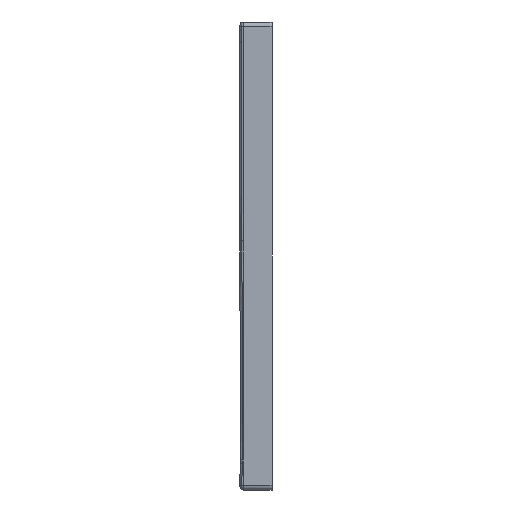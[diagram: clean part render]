
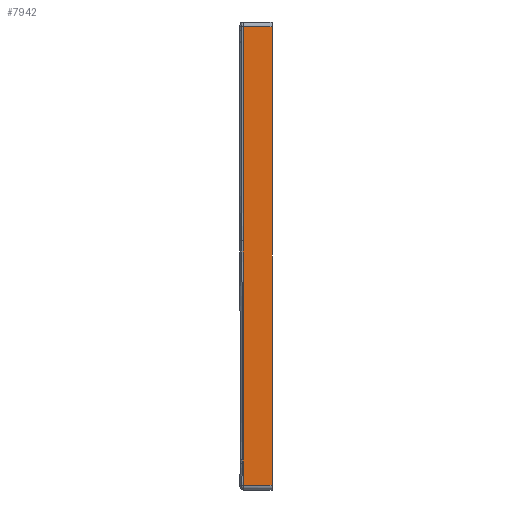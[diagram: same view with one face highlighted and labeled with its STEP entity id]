
A CAD part, left-side view. The second image highlights one B-rep face of the part: STEP entity #7942.
In plain terms, the highlighted planar face has unit normal (-1, 0, 0).
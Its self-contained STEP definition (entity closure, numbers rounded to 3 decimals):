
#1555=CARTESIAN_POINT('',(-700.,-5.109,45.));
#1556=CARTESIAN_POINT('',(-700.,-5.109,44.163));
#1557=CARTESIAN_POINT('',(-700.,-5.109,42.492));
#1558=CARTESIAN_POINT('',(-700.,-5.109,40.825));
#1559=CARTESIAN_POINT('',(-700.,-5.109,39.993));
#1561=CARTESIAN_POINT('',(-700.,-5.048,372.504));
#1562=CARTESIAN_POINT('',(-700.,-5.053,
353.23));
#1563=CARTESIAN_POINT('',(-700.,-5.063,
314.348));
#1564=CARTESIAN_POINT('',(-700.,-5.077,258.808));
#1565=CARTESIAN_POINT('',(-700.,-5.092,
194.685));
#1566=CARTESIAN_POINT('',(-700.,-5.105,
123.847));
#1567=CARTESIAN_POINT('',(-700.,-5.109,
72.04));
#1568=CARTESIAN_POINT('',(-700.,-5.109,45.));
#1570=CARTESIAN_POINT('',(-700.,-5.,693.));
#1571=CARTESIAN_POINT('',(-700.,-5.,686.04));
#1572=CARTESIAN_POINT('',(-700.,-5.,671.563));
#1573=CARTESIAN_POINT('',(-700.,-5.002,649.3));
#1574=CARTESIAN_POINT('',(-700.,-5.003,623.129));
#1575=CARTESIAN_POINT('',(-700.,-5.006,593.67));
#1576=CARTESIAN_POINT('',(-700.,-5.01,561.257));
#1577=CARTESIAN_POINT('',(-700.,-5.016,527.246));
#1578=CARTESIAN_POINT('',(-700.,-5.022,492.312));
#1579=CARTESIAN_POINT('',(-700.,-5.029,455.822));
#1580=CARTESIAN_POINT('',(-700.,-5.038,416.685));
#1581=CARTESIAN_POINT('',(-700.,-5.045,387.655));
#1582=CARTESIAN_POINT('',(-700.,-5.048,372.504));
#1584=DIRECTION('',(0.,-1.,0.));
#1585=VECTOR('',#1584,43.);
#1586=CARTESIAN_POINT('',(-700.,-5.,693.));
#1587=LINE('',#1586,#1585);
#1588=DIRECTION('',(0.,-1.,0.));
#1589=VECTOR('',#1588,42.981);
#1590=CARTESIAN_POINT('',(-700.,-5.019,7.));
#1591=LINE('',#1590,#1589);
#1592=CARTESIAN_POINT('',(-700.,-5.109,39.993));
#1593=CARTESIAN_POINT('',(-700.,-5.1,36.541));
#1594=CARTESIAN_POINT('',(-700.,-5.08,29.496));
#1595=CARTESIAN_POINT('',(-700.,-5.051,18.751));
#1596=CARTESIAN_POINT('',(-700.,-5.03,10.99));
#1597=CARTESIAN_POINT('',(-700.,-5.019,7.));
#2221=DIRECTION('',(0.,0.,1.));
#2222=VECTOR('',#2221,686.);
#2223=CARTESIAN_POINT('',(-700.,-48.,7.));
#2224=LINE('',#2223,#2222);
#4276=CARTESIAN_POINT('',(-700.,-48.,7.));
#4277=CARTESIAN_POINT('',(-700.,-48.,693.));
#4278=VERTEX_POINT('',#4276);
#4279=VERTEX_POINT('',#4277);
#4288=VERTEX_POINT('',#1555);
#4289=VERTEX_POINT('',#1559);
#4290=VERTEX_POINT('',#1561);
#4292=VERTEX_POINT('',#1570);
#4301=CARTESIAN_POINT('',(-700.,-5.019,7.));
#4302=VERTEX_POINT('',#4301);
#7923=CARTESIAN_POINT('',(-700.,0.,0.));
#7924=DIRECTION('',(-1.,0.,0.));
#7925=DIRECTION('',(0.,0.,1.));
#7926=AXIS2_PLACEMENT_3D('',#7923,#7924,#7925);
#7927=PLANE('',#7926);
#7928=ORIENTED_EDGE('',*,*,#7865,.F.);
#7929=ORIENTED_EDGE('',*,*,#7913,.F.);
#7931=ORIENTED_EDGE('',*,*,#7930,.F.);
#7933=ORIENTED_EDGE('',*,*,#7932,.T.);
#7935=ORIENTED_EDGE('',*,*,#7934,.F.);
#7937=ORIENTED_EDGE('',*,*,#7936,.F.);
#7939=ORIENTED_EDGE('',*,*,#7938,.F.);
#7940=EDGE_LOOP('',(#7928,#7929,#7931,#7933,#7935,#7937,#7939));
#7941=FACE_OUTER_BOUND('',#7940,.F.);
#7942=ADVANCED_FACE('',(#7941),#7927,.T.);
#1560=B_SPLINE_CURVE_WITH_KNOTS('',3,(#1555,#1556,#1557,#1558,#1559),
.UNSPECIFIED.,.F.,.F.,(4,1,4),(0.,0.5,1.),.UNSPECIFIED.);
#1569=B_SPLINE_CURVE_WITH_KNOTS('',3,(#1561,#1562,#1563,#1564,#1565,#1566,#1567,
#1568),.UNSPECIFIED.,.F.,.F.,(4,1,1,1,1,4),(0.,0.2,0.4,0.6,0.8,1.),
.UNSPECIFIED.);
#1583=B_SPLINE_CURVE_WITH_KNOTS('',3,(#1570,#1571,#1572,#1573,#1574,#1575,#1576,
#1577,#1578,#1579,#1580,#1581,#1582),.UNSPECIFIED.,.F.,.F.,(4,1,1,1,1,1,1,1,1,1,
4),(0.,0.1,0.2,0.3,0.4,0.5,0.6,0.7,0.8,0.9,1.),
.UNSPECIFIED.);
#1598=B_SPLINE_CURVE_WITH_KNOTS('',3,(#1592,#1593,#1594,#1595,#1596,#1597),
.UNSPECIFIED.,.F.,.F.,(4,1,1,4),(0.,0.333,0.667,1.),
.UNSPECIFIED.);
#7865=EDGE_CURVE('',#4288,#4289,#1560,.T.);
#7913=EDGE_CURVE('',#4290,#4288,#1569,.T.);
#7930=EDGE_CURVE('',#4292,#4290,#1583,.T.);
#7932=EDGE_CURVE('',#4292,#4279,#1587,.T.);
#7934=EDGE_CURVE('',#4278,#4279,#2224,.T.);
#7936=EDGE_CURVE('',#4302,#4278,#1591,.T.);
#7938=EDGE_CURVE('',#4289,#4302,#1598,.T.);
